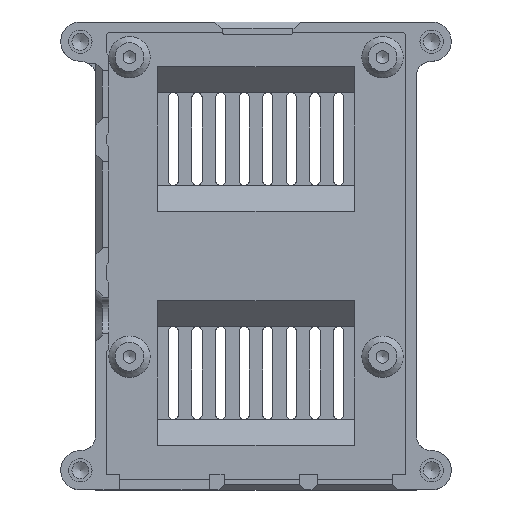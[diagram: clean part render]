
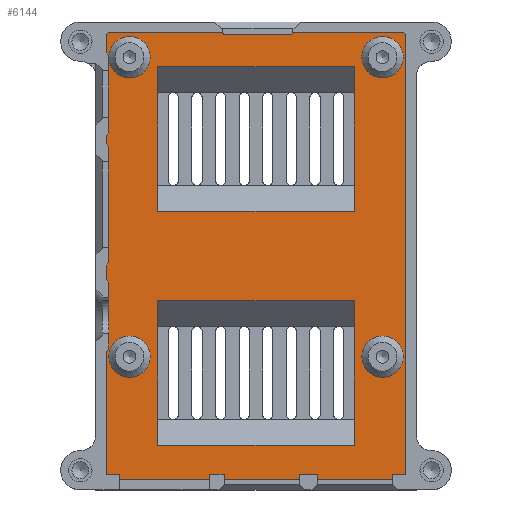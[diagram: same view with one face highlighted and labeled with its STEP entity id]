
A CAD part, top view. The second image highlights one B-rep face of the part: STEP entity #6144.
In plain terms, the highlighted planar face has unit normal (0, 0, 1).
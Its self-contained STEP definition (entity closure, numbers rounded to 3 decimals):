
#1957 = VERTEX_POINT('',#1958);
#1958 = CARTESIAN_POINT('',(7.05,43.3,2.));
#1982 = EDGE_CURVE('',#1957,#1983,#1985,.T.);
#1983 = VERTEX_POINT('',#1984);
#1984 = CARTESIAN_POINT('',(28.2,43.3,2.));
#1985 = LINE('',#1986,#1987);
#1986 = CARTESIAN_POINT('',(-28.2,43.3,2.));
#1987 = VECTOR('',#1988,1.);
#1988 = DIRECTION('',(1.,0.,0.));
#2005 = VERTEX_POINT('',#2006);
#2006 = CARTESIAN_POINT('',(29.,42.5,2.));
#2012 = EDGE_CURVE('',#2005,#1983,#2013,.T.);
#2013 = CIRCLE('',#2014,0.8);
#2014 = AXIS2_PLACEMENT_3D('',#2015,#2016,#2017);
#2015 = CARTESIAN_POINT('',(28.2,42.5,2.));
#2016 = DIRECTION('',(0.,0.,1.));
#2017 = DIRECTION('',(1.,0.,0.));
#2031 = EDGE_CURVE('',#2005,#2032,#2034,.T.);
#2032 = VERTEX_POINT('',#2033);
#2033 = CARTESIAN_POINT('',(29.,-42.5,2.));
#2034 = LINE('',#2035,#2036);
#2035 = CARTESIAN_POINT('',(29.,42.5,2.));
#2036 = VECTOR('',#2037,1.);
#2037 = DIRECTION('',(0.,-1.,0.));
#2307 = VERTEX_POINT('',#2308);
#2308 = CARTESIAN_POINT('',(-29.,-42.5,2.));
#2314 = EDGE_CURVE('',#2307,#2315,#2317,.T.);
#2315 = VERTEX_POINT('',#2316);
#2316 = CARTESIAN_POINT('',(-29.,42.5,2.));
#2317 = LINE('',#2318,#2319);
#2318 = CARTESIAN_POINT('',(-29.,-42.5,2.));
#2319 = VECTOR('',#2320,1.);
#2320 = DIRECTION('',(0.,1.,0.));
#2433 = VERTEX_POINT('',#2434);
#2434 = CARTESIAN_POINT('',(-28.2,43.3,2.));
#2440 = EDGE_CURVE('',#2433,#2315,#2441,.T.);
#2441 = CIRCLE('',#2442,0.8);
#2442 = AXIS2_PLACEMENT_3D('',#2443,#2444,#2445);
#2443 = CARTESIAN_POINT('',(-28.2,42.5,2.));
#2444 = DIRECTION('',(0.,0.,1.));
#2445 = DIRECTION('',(1.,0.,0.));
#2483 = EDGE_CURVE('',#2433,#2484,#2486,.T.);
#2484 = VERTEX_POINT('',#2485);
#2485 = CARTESIAN_POINT('',(-6.45,43.3,2.));
#2486 = LINE('',#2487,#2488);
#2487 = CARTESIAN_POINT('',(-28.2,43.3,2.));
#2488 = VECTOR('',#2489,1.);
#2489 = DIRECTION('',(1.,0.,0.));
#6125 = VERTEX_POINT('',#6126);
#6126 = CARTESIAN_POINT('',(6.55,42.8,2.));
#6132 = EDGE_CURVE('',#1957,#6125,#6133,.T.);
#6133 = CIRCLE('',#6134,0.5);
#6134 = AXIS2_PLACEMENT_3D('',#6135,#6136,#6137);
#6135 = CARTESIAN_POINT('',(6.55,43.3,2.));
#6136 = DIRECTION('',(0.,0.,-1.));
#6137 = DIRECTION('',(1.,0.,0.));
#6144 = ADVANCED_FACE('',(#6145,#6156,#6190,#6238,#6272,#6283,#6294),
  #6305,.T.);
#6145 = FACE_BOUND('',#6146,.T.);
#6146 = EDGE_LOOP('',(#6147));
#6147 = ORIENTED_EDGE('',*,*,#6148,.F.);
#6148 = EDGE_CURVE('',#6149,#6149,#6151,.T.);
#6149 = VERTEX_POINT('',#6150);
#6150 = CARTESIAN_POINT('',(-20.5,38.5,2.));
#6151 = CIRCLE('',#6152,4.);
#6152 = AXIS2_PLACEMENT_3D('',#6153,#6154,#6155);
#6153 = CARTESIAN_POINT('',(-24.5,38.5,2.));
#6154 = DIRECTION('',(0.,0.,1.));
#6155 = DIRECTION('',(1.,0.,0.));
#6156 = FACE_BOUND('',#6157,.T.);
#6157 = EDGE_LOOP('',(#6158,#6168,#6176,#6184));
#6158 = ORIENTED_EDGE('',*,*,#6159,.T.);
#6159 = EDGE_CURVE('',#6160,#6162,#6164,.T.);
#6160 = VERTEX_POINT('',#6161);
#6161 = CARTESIAN_POINT('',(-19.,-8.66,2.));
#6162 = VERTEX_POINT('',#6163);
#6163 = CARTESIAN_POINT('',(19.,-8.66,2.));
#6164 = LINE('',#6165,#6166);
#6165 = CARTESIAN_POINT('',(-19.,-8.66,2.));
#6166 = VECTOR('',#6167,1.);
#6167 = DIRECTION('',(1.,0.,0.));
#6168 = ORIENTED_EDGE('',*,*,#6169,.F.);
#6169 = EDGE_CURVE('',#6170,#6162,#6172,.T.);
#6170 = VERTEX_POINT('',#6171);
#6171 = CARTESIAN_POINT('',(19.,-36.64,2.));
#6172 = LINE('',#6173,#6174);
#6173 = CARTESIAN_POINT('',(19.,-6.825,2.));
#6174 = VECTOR('',#6175,1.);
#6175 = DIRECTION('',(0.,1.,0.));
#6176 = ORIENTED_EDGE('',*,*,#6177,.T.);
#6177 = EDGE_CURVE('',#6170,#6178,#6180,.T.);
#6178 = VERTEX_POINT('',#6179);
#6179 = CARTESIAN_POINT('',(-19.,-36.64,2.));
#6180 = LINE('',#6181,#6182);
#6181 = CARTESIAN_POINT('',(19.,-36.64,2.));
#6182 = VECTOR('',#6183,1.);
#6183 = DIRECTION('',(-1.,0.,0.));
#6184 = ORIENTED_EDGE('',*,*,#6185,.F.);
#6185 = EDGE_CURVE('',#6160,#6178,#6186,.T.);
#6186 = LINE('',#6187,#6188);
#6187 = CARTESIAN_POINT('',(-19.,-15.825,2.));
#6188 = VECTOR('',#6189,1.);
#6189 = DIRECTION('',(0.,-1.,0.));
#6190 = FACE_BOUND('',#6191,.T.);
#6191 = EDGE_LOOP('',(#6192,#6193,#6194,#6195,#6204,#6212,#6219,#6220,
    #6221,#6222,#6223,#6231));
#6192 = ORIENTED_EDGE('',*,*,#2483,.F.);
#6193 = ORIENTED_EDGE('',*,*,#2440,.T.);
#6194 = ORIENTED_EDGE('',*,*,#2314,.F.);
#6195 = ORIENTED_EDGE('',*,*,#6196,.T.);
#6196 = EDGE_CURVE('',#2307,#6197,#6199,.T.);
#6197 = VERTEX_POINT('',#6198);
#6198 = CARTESIAN_POINT('',(-28.2,-43.3,2.));
#6199 = CIRCLE('',#6200,0.8);
#6200 = AXIS2_PLACEMENT_3D('',#6201,#6202,#6203);
#6201 = CARTESIAN_POINT('',(-28.2,-42.5,2.));
#6202 = DIRECTION('',(0.,0.,1.));
#6203 = DIRECTION('',(1.,0.,0.));
#6204 = ORIENTED_EDGE('',*,*,#6205,.F.);
#6205 = EDGE_CURVE('',#6206,#6197,#6208,.T.);
#6206 = VERTEX_POINT('',#6207);
#6207 = CARTESIAN_POINT('',(28.2,-43.3,2.));
#6208 = LINE('',#6209,#6210);
#6209 = CARTESIAN_POINT('',(28.2,-43.3,2.));
#6210 = VECTOR('',#6211,1.);
#6211 = DIRECTION('',(-1.,0.,0.));
#6212 = ORIENTED_EDGE('',*,*,#6213,.T.);
#6213 = EDGE_CURVE('',#6206,#2032,#6214,.T.);
#6214 = CIRCLE('',#6215,0.8);
#6215 = AXIS2_PLACEMENT_3D('',#6216,#6217,#6218);
#6216 = CARTESIAN_POINT('',(28.2,-42.5,2.));
#6217 = DIRECTION('',(0.,0.,1.));
#6218 = DIRECTION('',(1.,0.,0.));
#6219 = ORIENTED_EDGE('',*,*,#2031,.F.);
#6220 = ORIENTED_EDGE('',*,*,#2012,.T.);
#6221 = ORIENTED_EDGE('',*,*,#1982,.F.);
#6222 = ORIENTED_EDGE('',*,*,#6132,.T.);
#6223 = ORIENTED_EDGE('',*,*,#6224,.T.);
#6224 = EDGE_CURVE('',#6125,#6225,#6227,.T.);
#6225 = VERTEX_POINT('',#6226);
#6226 = CARTESIAN_POINT('',(-5.95,42.8,2.));
#6227 = LINE('',#6228,#6229);
#6228 = CARTESIAN_POINT('',(-2.975,42.8,2.));
#6229 = VECTOR('',#6230,1.);
#6230 = DIRECTION('',(-1.,0.,0.));
#6231 = ORIENTED_EDGE('',*,*,#6232,.T.);
#6232 = EDGE_CURVE('',#6225,#2484,#6233,.T.);
#6233 = CIRCLE('',#6234,0.5);
#6234 = AXIS2_PLACEMENT_3D('',#6235,#6236,#6237);
#6235 = CARTESIAN_POINT('',(-5.95,43.3,2.));
#6236 = DIRECTION('',(0.,0.,-1.));
#6237 = DIRECTION('',(1.,0.,0.));
#6238 = FACE_BOUND('',#6239,.T.);
#6239 = EDGE_LOOP('',(#6240,#6250,#6258,#6266));
#6240 = ORIENTED_EDGE('',*,*,#6241,.T.);
#6241 = EDGE_CURVE('',#6242,#6244,#6246,.T.);
#6242 = VERTEX_POINT('',#6243);
#6243 = CARTESIAN_POINT('',(19.,8.66,2.));
#6244 = VERTEX_POINT('',#6245);
#6245 = CARTESIAN_POINT('',(-19.,8.66,2.));
#6246 = LINE('',#6247,#6248);
#6247 = CARTESIAN_POINT('',(19.,8.66,2.));
#6248 = VECTOR('',#6249,1.);
#6249 = DIRECTION('',(-1.,0.,0.));
#6250 = ORIENTED_EDGE('',*,*,#6251,.F.);
#6251 = EDGE_CURVE('',#6252,#6244,#6254,.T.);
#6252 = VERTEX_POINT('',#6253);
#6253 = CARTESIAN_POINT('',(-19.,36.64,2.));
#6254 = LINE('',#6255,#6256);
#6255 = CARTESIAN_POINT('',(-19.,6.825,2.));
#6256 = VECTOR('',#6257,1.);
#6257 = DIRECTION('',(0.,-1.,0.));
#6258 = ORIENTED_EDGE('',*,*,#6259,.T.);
#6259 = EDGE_CURVE('',#6252,#6260,#6262,.T.);
#6260 = VERTEX_POINT('',#6261);
#6261 = CARTESIAN_POINT('',(19.,36.64,2.));
#6262 = LINE('',#6263,#6264);
#6263 = CARTESIAN_POINT('',(-19.,36.64,2.));
#6264 = VECTOR('',#6265,1.);
#6265 = DIRECTION('',(1.,0.,0.));
#6266 = ORIENTED_EDGE('',*,*,#6267,.F.);
#6267 = EDGE_CURVE('',#6242,#6260,#6268,.T.);
#6268 = LINE('',#6269,#6270);
#6269 = CARTESIAN_POINT('',(19.,15.825,2.));
#6270 = VECTOR('',#6271,1.);
#6271 = DIRECTION('',(0.,1.,0.));
#6272 = FACE_BOUND('',#6273,.T.);
#6273 = EDGE_LOOP('',(#6274));
#6274 = ORIENTED_EDGE('',*,*,#6275,.F.);
#6275 = EDGE_CURVE('',#6276,#6276,#6278,.T.);
#6276 = VERTEX_POINT('',#6277);
#6277 = CARTESIAN_POINT('',(-20.5,-19.5,2.));
#6278 = CIRCLE('',#6279,4.);
#6279 = AXIS2_PLACEMENT_3D('',#6280,#6281,#6282);
#6280 = CARTESIAN_POINT('',(-24.5,-19.5,2.));
#6281 = DIRECTION('',(0.,0.,1.));
#6282 = DIRECTION('',(1.,0.,0.));
#6283 = FACE_BOUND('',#6284,.T.);
#6284 = EDGE_LOOP('',(#6285));
#6285 = ORIENTED_EDGE('',*,*,#6286,.F.);
#6286 = EDGE_CURVE('',#6287,#6287,#6289,.T.);
#6287 = VERTEX_POINT('',#6288);
#6288 = CARTESIAN_POINT('',(28.5,38.5,2.));
#6289 = CIRCLE('',#6290,4.);
#6290 = AXIS2_PLACEMENT_3D('',#6291,#6292,#6293);
#6291 = CARTESIAN_POINT('',(24.5,38.5,2.));
#6292 = DIRECTION('',(0.,0.,1.));
#6293 = DIRECTION('',(1.,0.,0.));
#6294 = FACE_BOUND('',#6295,.T.);
#6295 = EDGE_LOOP('',(#6296));
#6296 = ORIENTED_EDGE('',*,*,#6297,.F.);
#6297 = EDGE_CURVE('',#6298,#6298,#6300,.T.);
#6298 = VERTEX_POINT('',#6299);
#6299 = CARTESIAN_POINT('',(28.5,-19.5,2.));
#6300 = CIRCLE('',#6301,4.);
#6301 = AXIS2_PLACEMENT_3D('',#6302,#6303,#6304);
#6302 = CARTESIAN_POINT('',(24.5,-19.5,2.));
#6303 = DIRECTION('',(0.,0.,1.));
#6304 = DIRECTION('',(1.,0.,0.));
#6305 = PLANE('',#6306);
#6306 = AXIS2_PLACEMENT_3D('',#6307,#6308,#6309);
#6307 = CARTESIAN_POINT('',(0.,0.,2.));
#6308 = DIRECTION('',(0.,0.,1.));
#6309 = DIRECTION('',(0.,1.,0.));
